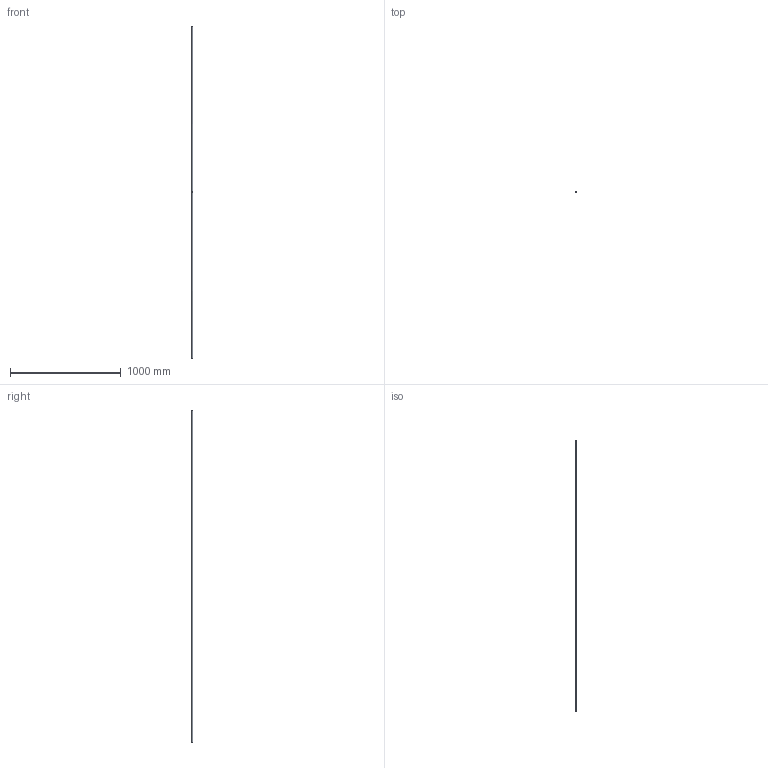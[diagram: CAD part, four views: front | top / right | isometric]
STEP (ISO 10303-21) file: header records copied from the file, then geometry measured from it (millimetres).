
FILE_DESCRIPTION (( 'STEP AP203' ), '1' );
FILE_NAME ('57090-240.step', '2024-04-29T09:31:46', ( '' ), ( '' ), 'SwSTEP 2.0', 'SolidWorks 2018', '' );
FILE_SCHEMA (( 'CONFIG_CONTROL_DESIGN' ));
Length unit declared in the file: millimetre
Products named in the file (1): 57090-240
Bounding box: 9.97 x 9.98 x 3000 mm (x, y, z)
Volume: 235619.2 mm3; surface area: 94411.9 mm2
Topology: 1 solids, 1 shells, 269 faces, 725 edges, 476 vertices
Faces by surface type: bspline 131, plane 105, cylinder 33
Full cylindrical faces by diameter (mm): 10 x1
Entity records: 15233 total; most frequent: CARTESIAN_POINT 9683, ORIENTED_EDGE 1408, EDGE_CURVE 704, DIRECTION 657, VERTEX_POINT 470, B_SPLINE_CURVE_WITH_KNOTS 417, EDGE_LOOP 290, FACE_OUTER_BOUND 264
